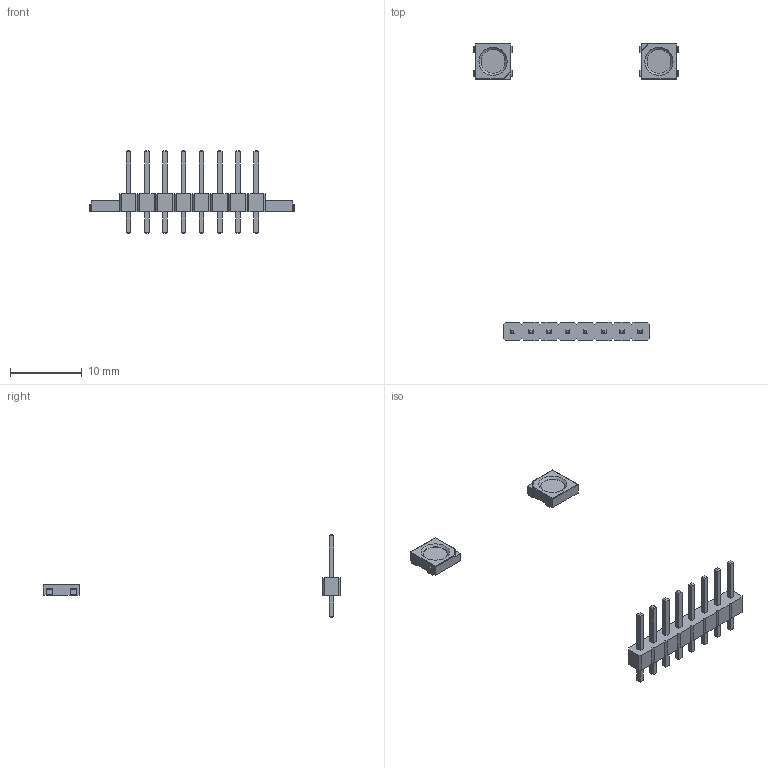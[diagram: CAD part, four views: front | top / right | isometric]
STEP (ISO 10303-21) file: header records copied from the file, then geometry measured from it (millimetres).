
FILE_DESCRIPTION(('FreeCAD Model'),'2;1');
FILE_NAME('Open CASCADE Shape Model','2023-12-27T12:43:45',(''),(''), 'Open CASCADE STEP processor 7.6','FreeCAD','Unknown');
FILE_SCHEMA(('AUTOMOTIVE_DESIGN { 1 0 10303 214 1 1 1 1 }'));
Length unit declared in the file: millimetre
Products named in the file (6): midi_arm 1; PinHeader_1x08_P2.54mm_Vertical; SOLID001; LED_WS2812B_PLCC4_5.0x5.0mm_P3.2mm; SOLID002; LED_WS2812B_PLCC4_5.0x5.0mm_P3.2mm001
Assembly tree (6 placements, depth 3):
  midi_arm 1
    PinHeader_1x08_P2.54mm_Vertical
      SOLID001
    LED_WS2812B_PLCC4_5.0x5.0mm_P3.2mm
      SOLID002
    LED_WS2812B_PLCC4_5.0x5.0mm_P3.2mm001
      SOLID002
Bounding box: 28.51 x 41.39 x 11.54 mm (x, y, z)
Volume: 226 mm3; surface area: 585.6 mm2
Topology: 3 solids, 3 shells, 332 faces, 872 edges, 556 vertices
Faces by surface type: plane 286, cylinder 44, cone 2
Full cylindrical faces by diameter (mm): 3.333 x2
Entity records: 18739 total; most frequent: CARTESIAN_POINT 3050, DIRECTION 2568, LINE 1929, VECTOR 1929, ORIENTED_EDGE 1342, PCURVE 1342, DEFINITIONAL_REPRESENTATION 1342, EDGE_CURVE 671
